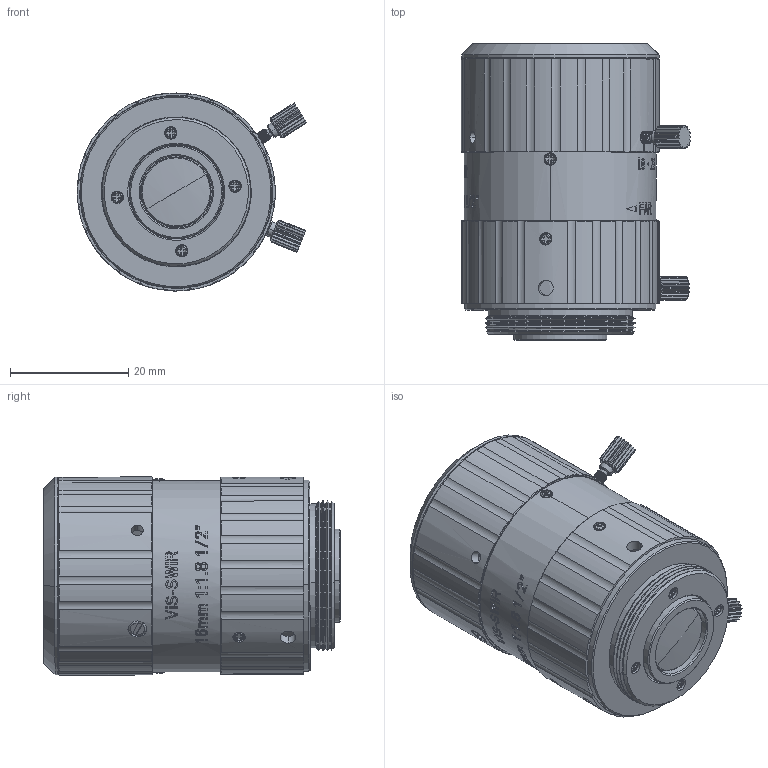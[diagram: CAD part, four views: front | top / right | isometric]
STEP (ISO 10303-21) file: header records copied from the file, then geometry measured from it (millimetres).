
FILE_DESCRIPTION(('FreeCAD Model'),'2;1');
FILE_NAME('Open CASCADE Shape Model','2025-01-21T08:35:32',('Author'),( ''),'Open CASCADE STEP processor 7.8','FreeCAD','Unknown');
FILE_SCHEMA(('AUTOMOTIVE_DESIGN { 1 0 10303 214 1 1 1 1 }'));
Length unit declared in the file: millimetre
Products named in the file (35): VA-LCM-1.3MP-16MM-F1.8-020-SWIR; 200_ASM_26_AF0_ASM; 201_ASM_18_AF0_ASM; 501_8_AF0; 301-V0_2_AF0; 511-V0_2_AF0; 202_ASM_15_AF0_ASM; 502-V0_6_AF0; 308-V0_2_AF0; 309-V0_3_AF0; 503_11_AF002; VI1602A-503_11_AF0; VI1602A-503_11_AF001; 504_9_AF0; 505_32_AF0; 507_11_AF0; 508_4_AF0; M14352001_3_AF0; M14352001_3_AF1; IRF19-531_5_AF0; 521_3_AF0; M14252001_3_AF0; M14252001_3_AF1; M14252001_3_AF2; IRF19-531_5_AF1; M14352001_3_AF2; M14352001_3_AF3; M14352001_3_AF4; M14352001_3_AF5; 522_3_AF0; M14352001_3_AF6; 522_3_AF2; M14352001_3_AF8; 522_3_AF5; M14352001_3_AF10
Assembly tree (34 placements, depth 4):
  VA-LCM-1.3MP-16MM-F1.8-020-SWIR
    200_ASM_26_AF0_ASM
      201_ASM_18_AF0_ASM
        501_8_AF0
        301-V0_2_AF0
        511-V0_2_AF0
      202_ASM_15_AF0_ASM
        502-V0_6_AF0
        308-V0_2_AF0
        309-V0_3_AF0
      503_11_AF002
        VI1602A-503_11_AF0
        VI1602A-503_11_AF001
      504_9_AF0
      505_32_AF0
      507_11_AF0
      508_4_AF0
      M14352001_3_AF0
      M14352001_3_AF1
      IRF19-531_5_AF0
      521_3_AF0
      M14252001_3_AF0
      M14252001_3_AF1
      M14252001_3_AF2
      IRF19-531_5_AF1
      M14352001_3_AF2
      M14352001_3_AF3
      M14352001_3_AF4
      M14352001_3_AF5
      522_3_AF0
      M14352001_3_AF6
      522_3_AF2
      M14352001_3_AF8
      522_3_AF5
      M14352001_3_AF10
Bounding box: 38.83 x 50.2 x 33.51 mm (x, y, z)
Volume: 12609.1 mm3; surface area: 21836 mm2
Topology: 30 solids, 30 shells, 2016 faces, 5261 edges, 3394 vertices
Faces by surface type: plane 713, cylinder 482, bspline 461, cone 298, torus 50, sphere 6, extrusion 6
Entity records: 86262 total; most frequent: CARTESIAN_POINT 39897, ORIENTED_EDGE 10510, DIRECTION 7882, EDGE_CURVE 5255, VERTEX_POINT 3394, AXIS2_PLACEMENT_3D 3031, FACE_BOUND 2183, EDGE_LOOP 2183
